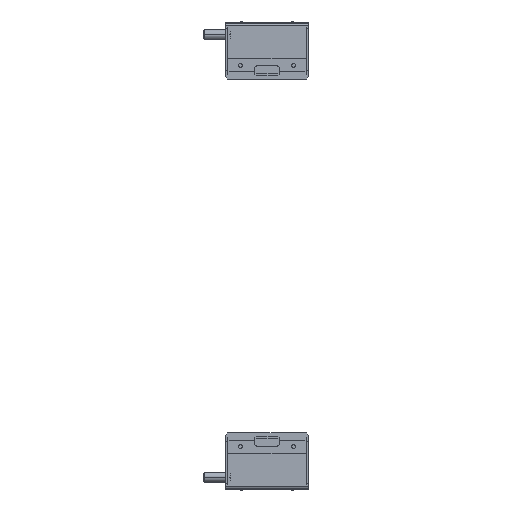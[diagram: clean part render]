
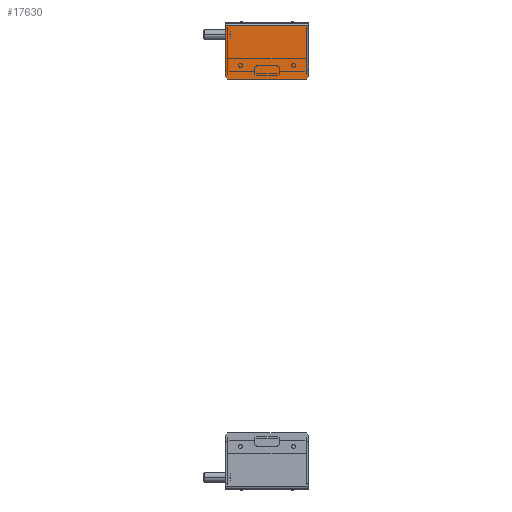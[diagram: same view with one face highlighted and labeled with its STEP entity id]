
A CAD part, left-side view. The second image highlights one B-rep face of the part: STEP entity #17630.
In plain terms, the highlighted face is planar.
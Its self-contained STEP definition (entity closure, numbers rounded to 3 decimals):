
#233 = LINE ( 'NONE', #13273, #25841 ) ;
#1067 = ORIENTED_EDGE ( 'NONE', *, *, #12176, .T. ) ;
#1197 = CARTESIAN_POINT ( 'NONE',  ( 34., 50., 34. ) ) ;
#3709 = VERTEX_POINT ( 'NONE', #28133 ) ;
#5216 = DIRECTION ( 'NONE',  ( 0., 0., 1. ) ) ;
#5245 = CARTESIAN_POINT ( 'NONE',  ( 34., 47., -34. ) ) ;
#5292 = VERTEX_POINT ( 'NONE', #26892 ) ;
#5630 = DIRECTION ( 'NONE',  ( 0., 0., -1. ) ) ;
#5907 = DIRECTION ( 'NONE',  ( 0., 0.707, -0.707 ) ) ;
#6013 = CARTESIAN_POINT ( 'NONE',  ( 34., -50., -31. ) ) ;
#6043 = LINE ( 'NONE', #1197, #23733 ) ;
#6300 = VERTEX_POINT ( 'NONE', #19293 ) ;
#7982 = DIRECTION ( 'NONE',  ( 0., 0., -1. ) ) ;
#8306 = VERTEX_POINT ( 'NONE', #15424 ) ;
#8377 = VERTEX_POINT ( 'NONE', #13377 ) ;
#9308 = DIRECTION ( 'NONE',  ( -1., 0., 0. ) ) ;
#9545 = LINE ( 'NONE', #5245, #14385 ) ;
#11195 = VECTOR ( 'NONE', #28210, 1000. ) ;
#11659 = AXIS2_PLACEMENT_3D ( 'NONE', #18524, #9308, #5216 ) ;
#11929 = PLANE ( 'NONE',  #11659 ) ;
#11930 = LINE ( 'NONE', #19135, #11195 ) ;
#11974 = VECTOR ( 'NONE', #5907, 1000. ) ;
#12103 = EDGE_CURVE ( 'NONE', #8306, #28556, #9545, .T. ) ;
#12176 = EDGE_CURVE ( 'NONE', #3709, #6300, #14060, .T. ) ;
#12264 = CARTESIAN_POINT ( 'NONE',  ( 34., -50., 34. ) ) ;
#13272 = LINE ( 'NONE', #12264, #25711 ) ;
#13273 = CARTESIAN_POINT ( 'NONE',  ( 34., 50., -34. ) ) ;
#13377 = CARTESIAN_POINT ( 'NONE',  ( 34., -50., 30.6 ) ) ;
#13512 = ORIENTED_EDGE ( 'NONE', *, *, #23427, .F. ) ;
#14060 = LINE ( 'NONE', #6013, #11974 ) ;
#14222 = ORIENTED_EDGE ( 'NONE', *, *, #18566, .T. ) ;
#14385 = VECTOR ( 'NONE', #22996, 1000. ) ;
#15262 = EDGE_LOOP ( 'NONE', ( #25014, #1067, #16929, #17314, #13512, #14222 ) ) ;
#15424 = CARTESIAN_POINT ( 'NONE',  ( 34., 47., -34. ) ) ;
#16929 = ORIENTED_EDGE ( 'NONE', *, *, #22212, .F. ) ;
#17314 = ORIENTED_EDGE ( 'NONE', *, *, #12103, .T. ) ;
#17630 = ADVANCED_FACE ( 'NONE', ( #24810 ), #11929, .F. ) ;
#17749 = DIRECTION ( 'NONE',  ( 0., -1., 0. ) ) ;
#18524 = CARTESIAN_POINT ( 'NONE',  ( 34., 50., 34. ) ) ;
#18566 = EDGE_CURVE ( 'NONE', #5292, #8377, #11930, .T. ) ;
#19135 = CARTESIAN_POINT ( 'NONE',  ( 34., 50., 30.6 ) ) ;
#19293 = CARTESIAN_POINT ( 'NONE',  ( 34., -47., -34. ) ) ;
#20263 = CARTESIAN_POINT ( 'NONE',  ( 34., 50., -31. ) ) ;
#22212 = EDGE_CURVE ( 'NONE', #8306, #6300, #233, .T. ) ;
#22996 = DIRECTION ( 'NONE',  ( 0., 0.707, 0.707 ) ) ;
#23427 = EDGE_CURVE ( 'NONE', #5292, #28556, #6043, .T. ) ;
#23733 = VECTOR ( 'NONE', #5630, 1000. ) ;
#24810 = FACE_OUTER_BOUND ( 'NONE', #15262, .T. ) ;
#25014 = ORIENTED_EDGE ( 'NONE', *, *, #25441, .T. ) ;
#25441 = EDGE_CURVE ( 'NONE', #8377, #3709, #13272, .T. ) ;
#25711 = VECTOR ( 'NONE', #7982, 1000. ) ;
#25841 = VECTOR ( 'NONE', #17749, 1000. ) ;
#26892 = CARTESIAN_POINT ( 'NONE',  ( 34., 50., 30.6 ) ) ;
#28133 = CARTESIAN_POINT ( 'NONE',  ( 34., -50., -31. ) ) ;
#28210 = DIRECTION ( 'NONE',  ( 0., -1., 0. ) ) ;
#28556 = VERTEX_POINT ( 'NONE', #20263 ) ;
